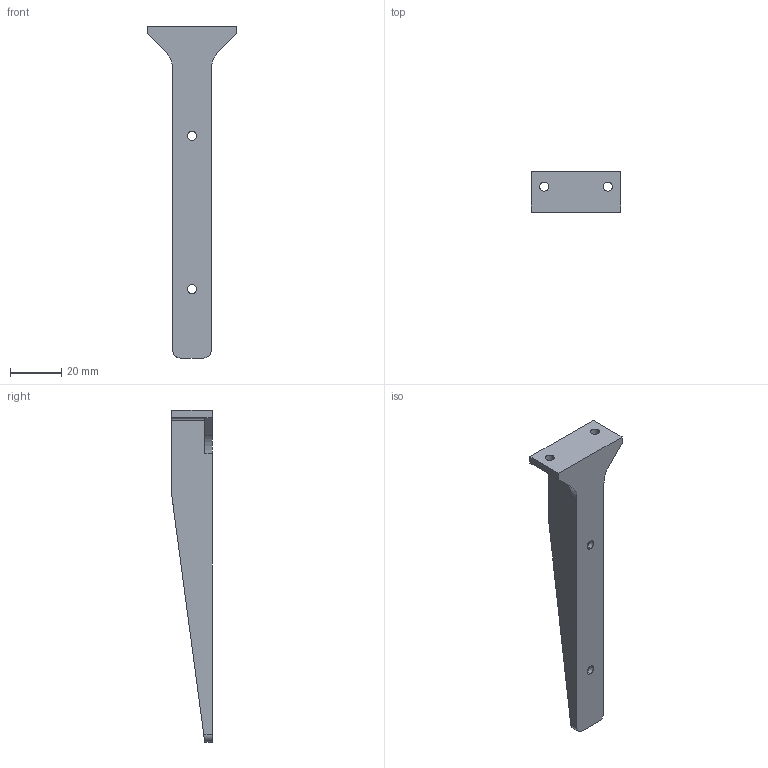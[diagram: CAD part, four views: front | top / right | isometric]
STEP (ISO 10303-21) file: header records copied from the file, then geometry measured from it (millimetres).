
FILE_DESCRIPTION (( 'STEP AP203' ), '1' );
FILE_NAME ('RS-25-xx_bracket_standalone_x2.step', '2018-08-16T17:01:24', ( '' ), ( '' ), 'SwSTEP 2.0', 'SolidWorks 2018', '' );
FILE_SCHEMA (( 'CONFIG_CONTROL_DESIGN' ));
Length unit declared in the file: millimetre
Products named in the file (1): RS-25-xx_bracket_standalone_x2
Bounding box: 35 x 16 x 130 mm (x, y, z)
Volume: 11607.3 mm3; surface area: 10237.3 mm2
Topology: 1 solids, 1 shells, 42 faces, 112 edges, 74 vertices
Faces by surface type: plane 22, cylinder 20
Entity records: 1413 total; most frequent: DIRECTION 236, CARTESIAN_POINT 235, ORIENTED_EDGE 224, EDGE_CURVE 112, AXIS2_PLACEMENT_3D 83, VERTEX_POINT 74, LINE 70, VECTOR 70
